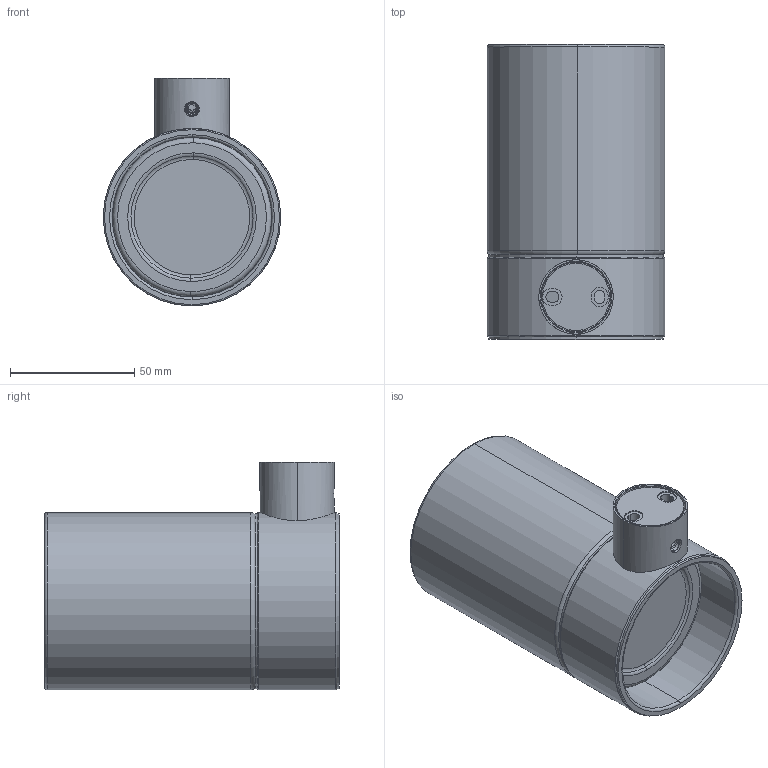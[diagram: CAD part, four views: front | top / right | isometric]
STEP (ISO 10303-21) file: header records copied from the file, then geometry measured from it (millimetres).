
FILE_DESCRIPTION (( 'STEP AP203' ), '1' );
FILE_NAME ('39611A-00-00.STEP', '2023-03-27T12:12:20', ( 'Windows User' ), ( 'P R C' ), 'SwSTEP 2.0', 'SolidWorks 2015', '' );
FILE_SCHEMA (( 'CONFIG_CONTROL_DESIGN' ));
Length unit declared in the file: millimetre
Products named in the file (1): 39611A-00-00
Bounding box: 71.5 x 118.77 x 91.8 mm (x, y, z)
Surface area: 60337.1 mm2 (no closed solid volume)
Topology: 0 solids, 9 shells, 84 faces, 232 edges, 158 vertices
Faces by surface type: cylinder 34, plane 24, torus 18, cone 8
Entity records: 3310 total; most frequent: CARTESIAN_POINT 1069, DIRECTION 492, ORIENTED_EDGE 391, EDGE_CURVE 232, AXIS2_PLACEMENT_3D 205, VERTEX_POINT 158, CIRCLE 120, EDGE_LOOP 99
